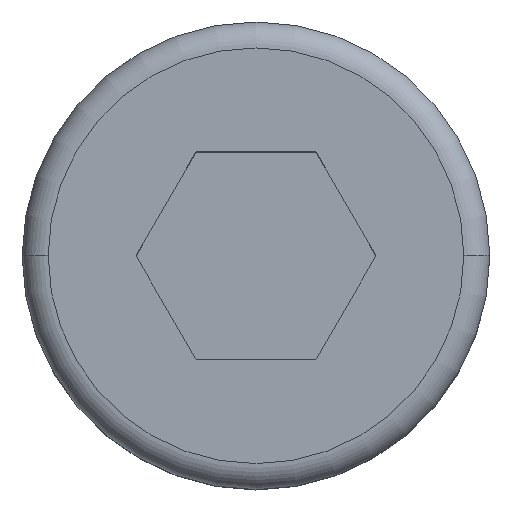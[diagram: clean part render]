
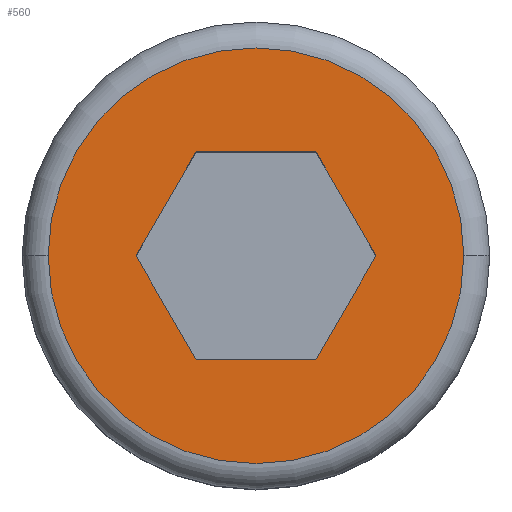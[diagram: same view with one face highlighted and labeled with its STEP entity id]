
A CAD part, top view. The second image highlights one B-rep face of the part: STEP entity #560.
In plain terms, the highlighted planar face has unit normal (0, 0, 1).
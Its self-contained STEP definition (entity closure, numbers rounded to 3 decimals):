
#11 = CARTESIAN_POINT ( 'NONE',  ( 0.577, -1., 2.5 ) ) ;
#22 = CARTESIAN_POINT ( 'NONE',  ( -1.155, 0., 2.5 ) ) ;
#36 = DIRECTION ( 'NONE',  ( 1., 0., 0. ) ) ;
#39 = EDGE_CURVE ( 'NONE', #97, #430, #336, .T. ) ;
#50 = VERTEX_POINT ( 'NONE', #199 ) ;
#76 = EDGE_CURVE ( 'NONE', #185, #135, #489, .T. ) ;
#78 = CARTESIAN_POINT ( 'NONE',  ( 0., 0., 2.5 ) ) ;
#82 = CARTESIAN_POINT ( 'NONE',  ( -1.155, 0., 2.5 ) ) ;
#97 = VERTEX_POINT ( 'NONE', #161 ) ;
#109 = DIRECTION ( 'NONE',  ( 1., 0., 0. ) ) ;
#132 = CARTESIAN_POINT ( 'NONE',  ( 0.577, 1., 2.5 ) ) ;
#135 = VERTEX_POINT ( 'NONE', #22 ) ;
#140 = DIRECTION ( 'NONE',  ( -1., 0., 0. ) ) ;
#149 = DIRECTION ( 'NONE',  ( 0.5, 0.866, 0. ) ) ;
#154 = CIRCLE ( 'NONE', #390, 2. ) ;
#157 = FACE_OUTER_BOUND ( 'NONE', #447, .T. ) ;
#161 = CARTESIAN_POINT ( 'NONE',  ( 0.577, -1., 2.5 ) ) ;
#183 = VECTOR ( 'NONE', #149, 1000. ) ;
#185 = VERTEX_POINT ( 'NONE', #485 ) ;
#188 = ORIENTED_EDGE ( 'NONE', *, *, #234, .F. ) ;
#195 = CARTESIAN_POINT ( 'NONE',  ( 1.155, 0., 2.5 ) ) ;
#199 = CARTESIAN_POINT ( 'NONE',  ( -0.577, -1., 2.5 ) ) ;
#234 = EDGE_CURVE ( 'NONE', #50, #97, #392, .T. ) ;
#236 = VERTEX_POINT ( 'NONE', #350 ) ;
#251 = ORIENTED_EDGE ( 'NONE', *, *, #437, .T. ) ;
#266 = EDGE_CURVE ( 'NONE', #135, #50, #356, .T. ) ;
#277 = EDGE_CURVE ( 'NONE', #565, #236, #612, .T. ) ;
#278 = DIRECTION ( 'NONE',  ( 0.5, -0.866, 0. ) ) ;
#301 = VECTOR ( 'NONE', #575, 1000. ) ;
#329 = EDGE_LOOP ( 'NONE', ( #475, #460, #188, #427, #482, #472 ) ) ;
#330 = VECTOR ( 'NONE', #278, 1000. ) ;
#336 = LINE ( 'NONE', #11, #183 ) ;
#346 = DIRECTION ( 'NONE',  ( 0., 0., 1. ) ) ;
#350 = CARTESIAN_POINT ( 'NONE',  ( 2., 0., 2.5 ) ) ;
#352 = FACE_BOUND ( 'NONE', #329, .T. ) ;
#356 = LINE ( 'NONE', #82, #330 ) ;
#390 = AXIS2_PLACEMENT_3D ( 'NONE', #611, #571, #579 ) ;
#391 = CARTESIAN_POINT ( 'NONE',  ( 0., 0., 2.5 ) ) ;
#392 = LINE ( 'NONE', #446, #491 ) ;
#404 = VERTEX_POINT ( 'NONE', #132 ) ;
#415 = DIRECTION ( 'NONE',  ( 0., 0., 1. ) ) ;
#426 = LINE ( 'NONE', #195, #301 ) ;
#427 = ORIENTED_EDGE ( 'NONE', *, *, #266, .F. ) ;
#430 = VERTEX_POINT ( 'NONE', #564 ) ;
#432 = CARTESIAN_POINT ( 'NONE',  ( 0.577, 1., 2.5 ) ) ;
#437 = EDGE_CURVE ( 'NONE', #236, #565, #154, .T. ) ;
#441 = VECTOR ( 'NONE', #533, 1000. ) ;
#442 = AXIS2_PLACEMENT_3D ( 'NONE', #391, #346, #109 ) ;
#446 = CARTESIAN_POINT ( 'NONE',  ( -0.577, -1., 2.5 ) ) ;
#447 = EDGE_LOOP ( 'NONE', ( #251, #530 ) ) ;
#448 = CARTESIAN_POINT ( 'NONE',  ( -0.577, 1., 2.5 ) ) ;
#460 = ORIENTED_EDGE ( 'NONE', *, *, #39, .F. ) ;
#465 = VECTOR ( 'NONE', #140, 1000. ) ;
#466 = LINE ( 'NONE', #432, #465 ) ;
#472 = ORIENTED_EDGE ( 'NONE', *, *, #520, .F. ) ;
#475 = ORIENTED_EDGE ( 'NONE', *, *, #554, .F. ) ;
#482 = ORIENTED_EDGE ( 'NONE', *, *, #76, .F. ) ;
#485 = CARTESIAN_POINT ( 'NONE',  ( -0.577, 1., 2.5 ) ) ;
#488 = CARTESIAN_POINT ( 'NONE',  ( -2., 0., 2.5 ) ) ;
#489 = LINE ( 'NONE', #448, #441 ) ;
#491 = VECTOR ( 'NONE', #594, 1000. ) ;
#520 = EDGE_CURVE ( 'NONE', #404, #185, #466, .T. ) ;
#530 = ORIENTED_EDGE ( 'NONE', *, *, #277, .T. ) ;
#533 = DIRECTION ( 'NONE',  ( -0.5, -0.866, 0. ) ) ;
#543 = PLANE ( 'NONE',  #442 ) ;
#554 = EDGE_CURVE ( 'NONE', #430, #404, #426, .T. ) ;
#560 = ADVANCED_FACE ( 'NONE', ( #352, #157 ), #543, .T. ) ;
#564 = CARTESIAN_POINT ( 'NONE',  ( 1.155, 0., 2.5 ) ) ;
#565 = VERTEX_POINT ( 'NONE', #488 ) ;
#571 = DIRECTION ( 'NONE',  ( 0., 0., 1. ) ) ;
#575 = DIRECTION ( 'NONE',  ( -0.5, 0.866, 0. ) ) ;
#579 = DIRECTION ( 'NONE',  ( 1., 0., 0. ) ) ;
#585 = AXIS2_PLACEMENT_3D ( 'NONE', #78, #415, #36 ) ;
#594 = DIRECTION ( 'NONE',  ( 1., 0., 0. ) ) ;
#611 = CARTESIAN_POINT ( 'NONE',  ( 0., 0., 2.5 ) ) ;
#612 = CIRCLE ( 'NONE', #585, 2. ) ;
